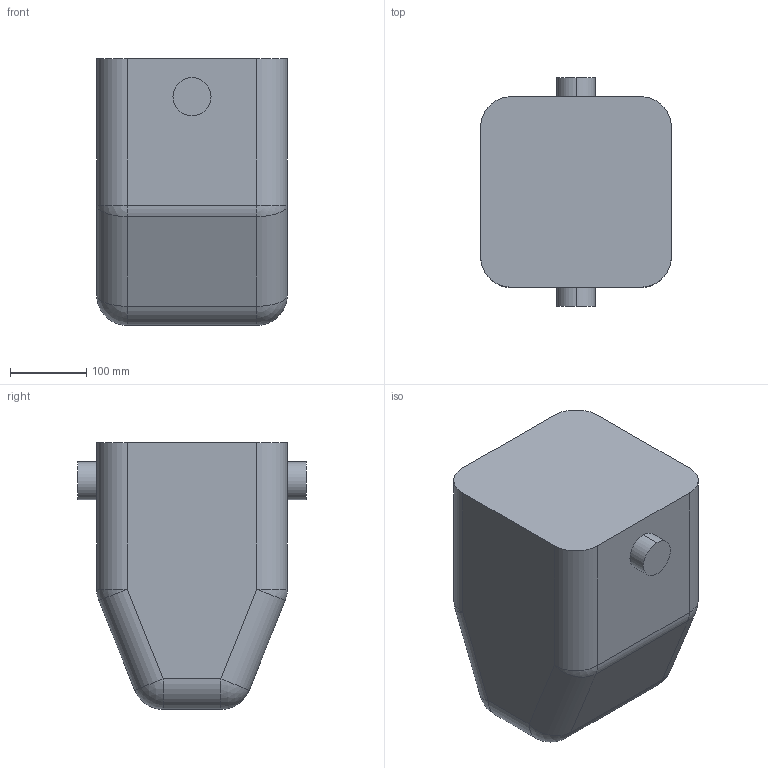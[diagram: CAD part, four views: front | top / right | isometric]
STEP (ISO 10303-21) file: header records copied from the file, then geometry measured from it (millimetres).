
FILE_DESCRIPTION (( 'STEP AP203' ), '1' );
FILE_NAME ('TRZ2_Predeterminado_sldprt.STEP', '2023-11-10T06:17:45', ( '' ), ( '' ), 'SwSTEP 2.0', 'SolidWorks 2019', '' );
FILE_SCHEMA (( 'CONFIG_CONTROL_DESIGN' ));
Length unit declared in the file: millimetre
Products named in the file (1): TRZ2_Predeterminado_sldprt
Bounding box: 250 x 300 x 350 mm (x, y, z)
Volume: 19098477.7 mm3; surface area: 405808.6 mm2
Topology: 1 solids, 1 shells, 36 faces, 76 edges, 40 vertices
Faces by surface type: cylinder 18, plane 10, sphere 8
Entity records: 997 total; most frequent: DIRECTION 182, CARTESIAN_POINT 149, ORIENTED_EDGE 144, AXIS2_PLACEMENT_3D 73, EDGE_CURVE 72, VERTEX_POINT 40, EDGE_LOOP 38, FACE_OUTER_BOUND 36
